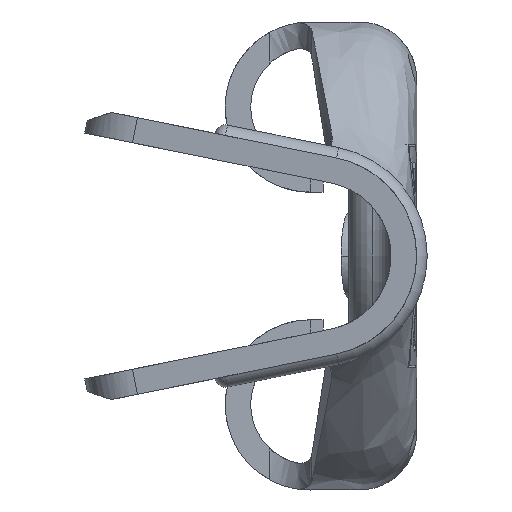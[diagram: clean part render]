
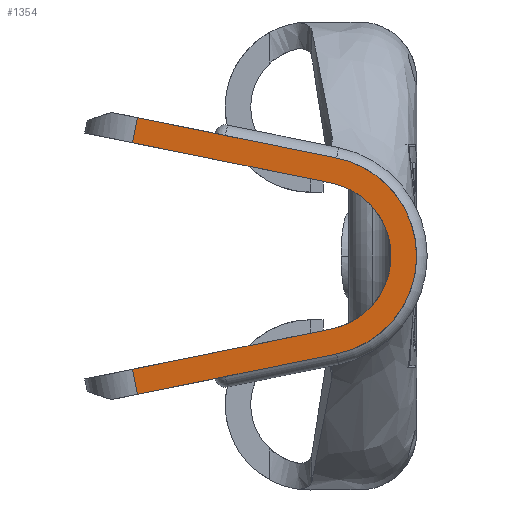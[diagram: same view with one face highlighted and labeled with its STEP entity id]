
A CAD part, left-side view. The second image highlights one B-rep face of the part: STEP entity #1354.
In plain terms, the highlighted planar face has unit normal (-0.996, 0.087, 0).
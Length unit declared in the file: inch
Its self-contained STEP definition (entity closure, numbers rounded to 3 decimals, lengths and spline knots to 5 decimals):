
#59 = CARTESIAN_POINT ( 'NONE',  ( -0.48236, -0.05896, -0.03297 ) ) ;
#458 = VERTEX_POINT ( 'NONE', #5100 ) ;
#477 = CARTESIAN_POINT ( 'NONE',  ( -0.46852, 0.09921, 0.06502 ) ) ;
#574 = EDGE_CURVE ( 'NONE', #5911, #4380, #10414, .T. ) ;
#912 = CARTESIAN_POINT ( 'NONE',  ( -0.4767, 0.00566, 0.04606 ) ) ;
#1044 = EDGE_LOOP ( 'NONE', ( #1898, #4632, #2727, #6238, #10579, #7911, #9850, #6664 ) ) ;
#1354 = ADVANCED_FACE ( 'NONE', ( #4093 ), #3935, .F. ) ;
#1432 = EDGE_CURVE ( 'NONE', #4866, #5911, #6076, .T. ) ;
#1449 = DIRECTION ( 'NONE',  ( 0.996, -0.087, 0. ) ) ;
#1472 = DIRECTION ( 'NONE',  ( 0.085, 0.976, 0.198 ) ) ;
#1542 = DIRECTION ( 'NONE',  ( 0.017, 0.199, -0.98 ) ) ;
#1800 = EDGE_CURVE ( 'NONE', #4995, #4143, #4582, .T. ) ;
#1898 = ORIENTED_EDGE ( 'NONE', *, *, #9309, .T. ) ;
#1955 = DIRECTION ( 'NONE',  ( -0.085, -0.976, 0.198 ) ) ;
#2237 = AXIS2_PLACEMENT_3D ( 'NONE', #6295, #1449, #7151 ) ;
#2342 = EDGE_CURVE ( 'NONE', #458, #4866, #4323, .T. ) ;
#2518 = VECTOR ( 'NONE', #3172, 39.37008 ) ;
#2577 = EDGE_CURVE ( 'NONE', #3934, #458, #7566, .T. ) ;
#2595 = EDGE_CURVE ( 'NONE', #4380, #4995, #8722, .T. ) ;
#2727 = ORIENTED_EDGE ( 'NONE', *, *, #2342, .T. ) ;
#2851 = CARTESIAN_POINT ( 'NONE',  ( -0.4765, 0.00805, -0.0343 ) ) ;
#3172 = DIRECTION ( 'NONE',  ( -0.017, -0.199, -0.98 ) ) ;
#3207 = CARTESIAN_POINT ( 'NONE',  ( -0.46831, 0.1016, 0.05323 ) ) ;
#3564 = CARTESIAN_POINT ( 'NONE',  ( -0.4765, 0.00805, 0.0343 ) ) ;
#3934 = VERTEX_POINT ( 'NONE', #8939 ) ;
#3935 = PLANE ( 'NONE',  #2237 ) ;
#3979 = VECTOR ( 'NONE', #1472, 39.37008 ) ;
#4054 = VECTOR ( 'NONE', #10219, 39.37008 ) ;
#4093 = FACE_OUTER_BOUND ( 'NONE', #1044, .T. ) ;
#4143 = VERTEX_POINT ( 'NONE', #10065 ) ;
#4228 = DIRECTION ( 'NONE',  ( -0.085, -0.976, -0.198 ) ) ;
#4323 = LINE ( 'NONE', #4443, #8340 ) ;
#4380 = VERTEX_POINT ( 'NONE', #477 ) ;
#4443 = CARTESIAN_POINT ( 'NONE',  ( -0.47673, 0.00539, -0.04601 ) ) ;
#4577 = CARTESIAN_POINT ( 'NONE',  ( -0.47652, 0.00776, -0.03424 ) ) ;
#4582 = LINE ( 'NONE', #6593, #8616 ) ;
#4632 = ORIENTED_EDGE ( 'NONE', *, *, #2577, .T. ) ;
#4687 = VECTOR ( 'NONE', #1542, 39.37008 ) ;
#4866 = VERTEX_POINT ( 'NONE', #6454 ) ;
#4995 = VERTEX_POINT ( 'NONE', #7015 ) ;
#5004 = CARTESIAN_POINT ( 'NONE',  ( -0.4767, 0.00566, 0.04606 ) ) ;
#5100 = CARTESIAN_POINT ( 'NONE',  ( -0.46852, 0.09921, -0.06502 ) ) ;
#5240 =( BOUNDED_CURVE ( )  B_SPLINE_CURVE ( 3, ( #3564, #6838, #7655, #2851 ),
 .UNSPECIFIED., .F., .F. ) 
 B_SPLINE_CURVE_WITH_KNOTS ( ( 4, 4 ),
 ( 1.77076, 4.51242 ),
 .UNSPECIFIED. ) 
 CURVE ( )  GEOMETRIC_REPRESENTATION_ITEM ( )  RATIONAL_B_SPLINE_CURVE ( ( 1., 0.466, 0.466, 1. ) ) 
 REPRESENTATION_ITEM ( '' )  );
#5549 = CARTESIAN_POINT ( 'NONE',  ( -0.47673, 0.00539, 0.04601 ) ) ;
#5582 = CARTESIAN_POINT ( 'NONE',  ( -0.46842, 0.10041, -0.05911 ) ) ;
#5819 = CARTESIAN_POINT ( 'NONE',  ( -0.48236, -0.05896, 0.03297 ) ) ;
#5857 = CARTESIAN_POINT ( 'NONE',  ( -0.4765, 0.00805, -0.0343 ) ) ;
#5911 = VERTEX_POINT ( 'NONE', #5004 ) ;
#6076 =( BOUNDED_CURVE ( )  B_SPLINE_CURVE ( 3, ( #9881, #59, #5819, #912 ),
 .UNSPECIFIED., .F., .F. ) 
 B_SPLINE_CURVE_WITH_KNOTS ( ( 4, 4 ),
 ( 1.77076, 4.51242 ),
 .UNSPECIFIED. ) 
 CURVE ( )  GEOMETRIC_REPRESENTATION_ITEM ( )  RATIONAL_B_SPLINE_CURVE ( ( 1., 0.466, 0.466, 1. ) ) 
 REPRESENTATION_ITEM ( '' )  );
#6238 = ORIENTED_EDGE ( 'NONE', *, *, #1432, .T. ) ;
#6295 = CARTESIAN_POINT ( 'NONE',  ( -0.48, -0.032, -0.1075 ) ) ;
#6454 = CARTESIAN_POINT ( 'NONE',  ( -0.4767, 0.00566, -0.04606 ) ) ;
#6593 = CARTESIAN_POINT ( 'NONE',  ( -0.47652, 0.00776, 0.03424 ) ) ;
#6664 = ORIENTED_EDGE ( 'NONE', *, *, #7391, .T. ) ;
#6838 = CARTESIAN_POINT ( 'NONE',  ( -0.48071, -0.04007, 0.02455 ) ) ;
#7015 = CARTESIAN_POINT ( 'NONE',  ( -0.46831, 0.10159, 0.05326 ) ) ;
#7151 = DIRECTION ( 'NONE',  ( 0.087, 0.996, 0. ) ) ;
#7391 = EDGE_CURVE ( 'NONE', #4143, #8589, #5240, .T. ) ;
#7566 = LINE ( 'NONE', #5582, #2518 ) ;
#7655 = CARTESIAN_POINT ( 'NONE',  ( -0.48071, -0.04007, -0.02455 ) ) ;
#7911 = ORIENTED_EDGE ( 'NONE', *, *, #2595, .T. ) ;
#8340 = VECTOR ( 'NONE', #1955, 39.37008 ) ;
#8589 = VERTEX_POINT ( 'NONE', #5857 ) ;
#8616 = VECTOR ( 'NONE', #4228, 39.37008 ) ;
#8722 = LINE ( 'NONE', #3207, #4687 ) ;
#8939 = CARTESIAN_POINT ( 'NONE',  ( -0.46831, 0.10159, -0.05326 ) ) ;
#9309 = EDGE_CURVE ( 'NONE', #8589, #3934, #10228, .T. ) ;
#9850 = ORIENTED_EDGE ( 'NONE', *, *, #1800, .T. ) ;
#9881 = CARTESIAN_POINT ( 'NONE',  ( -0.4767, 0.00566, -0.04606 ) ) ;
#10065 = CARTESIAN_POINT ( 'NONE',  ( -0.4765, 0.00805, 0.0343 ) ) ;
#10219 = DIRECTION ( 'NONE',  ( 0.085, 0.976, -0.198 ) ) ;
#10228 = LINE ( 'NONE', #4577, #4054 ) ;
#10414 = LINE ( 'NONE', #5549, #3979 ) ;
#10579 = ORIENTED_EDGE ( 'NONE', *, *, #574, .T. ) ;
